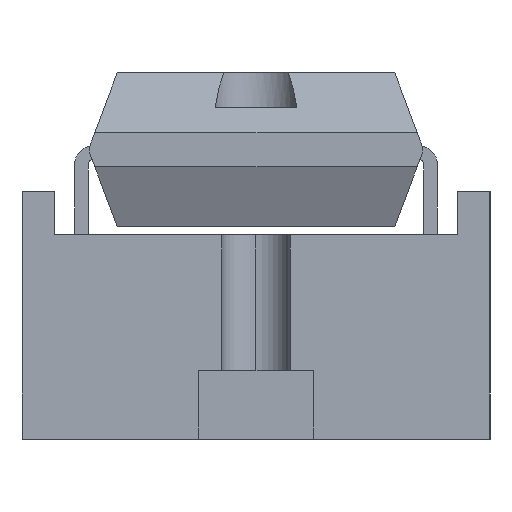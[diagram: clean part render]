
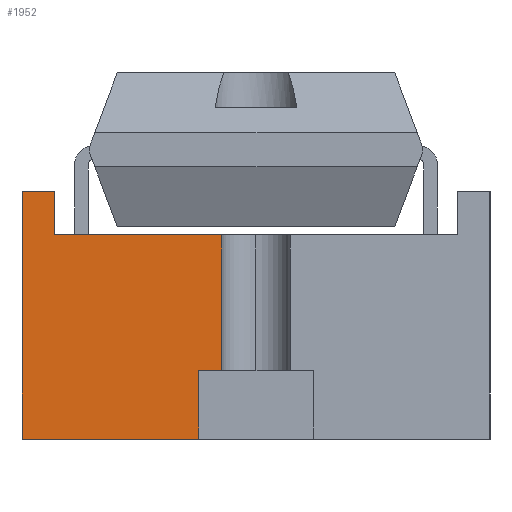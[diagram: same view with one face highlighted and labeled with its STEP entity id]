
A CAD part, left-side view. The second image highlights one B-rep face of the part: STEP entity #1952.
In plain terms, the highlighted planar face has unit normal (-1, 0, 0).
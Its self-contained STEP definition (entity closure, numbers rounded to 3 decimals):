
#29 = CARTESIAN_POINT ( 'NONE',  ( -17.8, 0.75, 1.5 ) ) ;
#55 = VERTEX_POINT ( 'NONE', #4314 ) ;
#366 = CARTESIAN_POINT ( 'NONE',  ( -17.8, 1.25, 1.5 ) ) ;
#449 = CARTESIAN_POINT ( 'NONE',  ( -17.8, 0., 5.4 ) ) ;
#518 = VECTOR ( 'NONE', #539, 1000. ) ;
#539 = DIRECTION ( 'NONE',  ( 0., 1., 0. ) ) ;
#666 = CARTESIAN_POINT ( 'NONE',  ( -17.8, 1.25, 0. ) ) ;
#727 = LINE ( 'NONE', #3896, #518 ) ;
#757 = VECTOR ( 'NONE', #8598, 1000. ) ;
#1015 = CARTESIAN_POINT ( 'NONE',  ( -17.8, 1.25, 0. ) ) ;
#1081 = LINE ( 'NONE', #449, #6287 ) ;
#1457 = EDGE_LOOP ( 'NONE', ( #8609, #2996, #8253, #5374, #8238, #5278, #8635, #6992 ) ) ;
#1603 = LINE ( 'NONE', #4430, #3182 ) ;
#1768 = PLANE ( 'NONE',  #8792 ) ;
#1940 = CARTESIAN_POINT ( 'NONE',  ( -17.8, 0.75, 4.45 ) ) ;
#1952 = ADVANCED_FACE ( 'NONE', ( #3091 ), #1768, .T. ) ;
#1981 = EDGE_CURVE ( 'NONE', #4981, #2553, #1081, .T. ) ;
#2083 = LINE ( 'NONE', #666, #7923 ) ;
#2526 = VERTEX_POINT ( 'NONE', #1015 ) ;
#2553 = VERTEX_POINT ( 'NONE', #8510 ) ;
#2571 = EDGE_CURVE ( 'NONE', #7310, #8375, #1603, .T. ) ;
#2651 = EDGE_CURVE ( 'NONE', #55, #2553, #6167, .T. ) ;
#2860 = VECTOR ( 'NONE', #4372, 1000. ) ;
#2996 = ORIENTED_EDGE ( 'NONE', *, *, #5858, .T. ) ;
#3052 = LINE ( 'NONE', #4316, #2860 ) ;
#3091 = FACE_OUTER_BOUND ( 'NONE', #1457, .T. ) ;
#3128 = DIRECTION ( 'NONE',  ( -1., 0., 0. ) ) ;
#3182 = VECTOR ( 'NONE', #7846, 1000. ) ;
#3485 = CARTESIAN_POINT ( 'NONE',  ( -17.8, 0., 0. ) ) ;
#3896 = CARTESIAN_POINT ( 'NONE',  ( -17.8, 5.1, 4.45 ) ) ;
#4159 = EDGE_CURVE ( 'NONE', #4792, #55, #727, .T. ) ;
#4207 = VECTOR ( 'NONE', #8536, 1000. ) ;
#4314 = CARTESIAN_POINT ( 'NONE',  ( -17.8, 4.4, 4.45 ) ) ;
#4316 = CARTESIAN_POINT ( 'NONE',  ( -17.8, 5.1, 0. ) ) ;
#4372 = DIRECTION ( 'NONE',  ( 0., 0., -1. ) ) ;
#4430 = CARTESIAN_POINT ( 'NONE',  ( -17.8, 0., 1.5 ) ) ;
#4505 = DIRECTION ( 'NONE',  ( 0., -1., 0. ) ) ;
#4537 = EDGE_CURVE ( 'NONE', #4981, #8596, #3052, .T. ) ;
#4747 = VECTOR ( 'NONE', #6869, 1000. ) ;
#4792 = VERTEX_POINT ( 'NONE', #1940 ) ;
#4933 = CARTESIAN_POINT ( 'NONE',  ( -17.8, 5.1, 5.4 ) ) ;
#4981 = VERTEX_POINT ( 'NONE', #4933 ) ;
#5162 = CARTESIAN_POINT ( 'NONE',  ( -17.8, 4.4, 0. ) ) ;
#5278 = ORIENTED_EDGE ( 'NONE', *, *, #4537, .T. ) ;
#5374 = ORIENTED_EDGE ( 'NONE', *, *, #2651, .T. ) ;
#5565 = EDGE_CURVE ( 'NONE', #8596, #2526, #8358, .T. ) ;
#5858 = EDGE_CURVE ( 'NONE', #8375, #4792, #7816, .T. ) ;
#6144 = EDGE_CURVE ( 'NONE', #2526, #7310, #2083, .T. ) ;
#6167 = LINE ( 'NONE', #5162, #757 ) ;
#6287 = VECTOR ( 'NONE', #4505, 1000. ) ;
#6335 = CARTESIAN_POINT ( 'NONE',  ( -17.8, 5.1, 0. ) ) ;
#6525 = CARTESIAN_POINT ( 'NONE',  ( -17.8, 5.1, 0. ) ) ;
#6749 = DIRECTION ( 'NONE',  ( 0., 0., 1. ) ) ;
#6869 = DIRECTION ( 'NONE',  ( 0., -1., 0. ) ) ;
#6992 = ORIENTED_EDGE ( 'NONE', *, *, #6144, .T. ) ;
#7310 = VERTEX_POINT ( 'NONE', #366 ) ;
#7816 = LINE ( 'NONE', #7838, #4207 ) ;
#7838 = CARTESIAN_POINT ( 'NONE',  ( -17.8, 0.75, 0. ) ) ;
#7846 = DIRECTION ( 'NONE',  ( 0., -1., 0. ) ) ;
#7891 = DIRECTION ( 'NONE',  ( 0., 0., 1. ) ) ;
#7923 = VECTOR ( 'NONE', #6749, 1000. ) ;
#8238 = ORIENTED_EDGE ( 'NONE', *, *, #1981, .F. ) ;
#8253 = ORIENTED_EDGE ( 'NONE', *, *, #4159, .T. ) ;
#8358 = LINE ( 'NONE', #3485, #4747 ) ;
#8375 = VERTEX_POINT ( 'NONE', #29 ) ;
#8510 = CARTESIAN_POINT ( 'NONE',  ( -17.8, 4.4, 5.4 ) ) ;
#8536 = DIRECTION ( 'NONE',  ( 0., 0., 1. ) ) ;
#8596 = VERTEX_POINT ( 'NONE', #6335 ) ;
#8598 = DIRECTION ( 'NONE',  ( 0., 0., 1. ) ) ;
#8609 = ORIENTED_EDGE ( 'NONE', *, *, #2571, .T. ) ;
#8635 = ORIENTED_EDGE ( 'NONE', *, *, #5565, .T. ) ;
#8792 = AXIS2_PLACEMENT_3D ( 'NONE', #6525, #3128, #7891 ) ;
